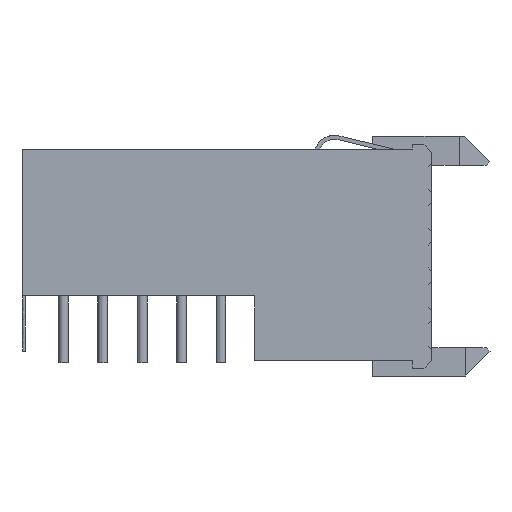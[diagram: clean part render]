
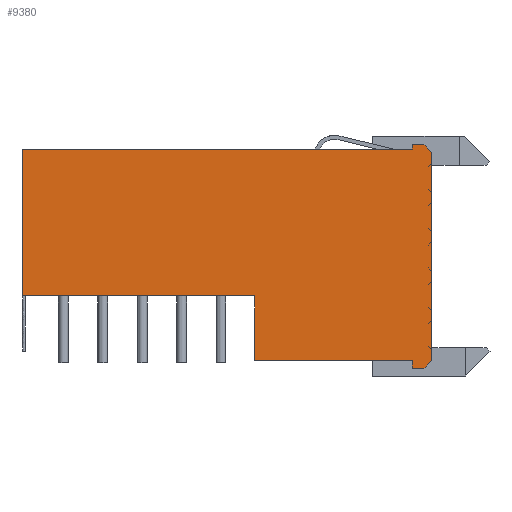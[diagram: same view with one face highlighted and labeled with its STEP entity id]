
A CAD part, front view. The second image highlights one B-rep face of the part: STEP entity #9380.
In plain terms, the highlighted free-form (B-spline) face has degree [1, 1] with [2, 2] control points.
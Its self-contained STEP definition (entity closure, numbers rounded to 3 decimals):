
#7303=CARTESIAN_POINT('',(9.7,-92.95,-3.275));
#7304=VERTEX_POINT('',#7303);
#7310=CARTESIAN_POINT('',(1.7,-92.95,-3.275));
#7311=VERTEX_POINT('',#7310);
#7312=CARTESIAN_POINT('',(1.7,-92.95,-3.275));
#7313=CARTESIAN_POINT('',(9.7,-92.95,-3.275));
#7314=QUASI_UNIFORM_CURVE('',1,(#7312,#7313),.UNSPECIFIED.,.F.,.U.);
#7315=EDGE_CURVE('',#7311,#7304,#7314,.T.);
#7337=CARTESIAN_POINT('',(9.7,-92.95,-3.675));
#7338=VERTEX_POINT('',#7337);
#7344=CARTESIAN_POINT('',(9.7,-92.95,-3.275));
#7345=CARTESIAN_POINT('',(9.7,-92.95,-3.675));
#7346=QUASI_UNIFORM_CURVE('',1,(#7344,#7345),.UNSPECIFIED.,.F.,.U.);
#7347=EDGE_CURVE('',#7304,#7338,#7346,.T.);
#7365=CARTESIAN_POINT('',(10.3,-92.95,-3.675));
#7366=VERTEX_POINT('',#7365);
#7372=CARTESIAN_POINT('',(10.3,-92.95,-3.675));
#7373=CARTESIAN_POINT('',(9.7,-92.95,-3.675));
#7374=QUASI_UNIFORM_CURVE('',1,(#7372,#7373),.UNSPECIFIED.,.F.,.U.);
#7375=EDGE_CURVE('',#7366,#7338,#7374,.T.);
#7393=CARTESIAN_POINT('',(10.7,-92.95,-3.275));
#7394=VERTEX_POINT('',#7393);
#7400=CARTESIAN_POINT('',(10.3,-92.95,-3.675));
#7401=CARTESIAN_POINT('',(10.7,-92.95,-3.275));
#7402=QUASI_UNIFORM_CURVE('',1,(#7400,#7401),.UNSPECIFIED.,.F.,.U.);
#7403=EDGE_CURVE('',#7366,#7394,#7402,.T.);
#8413=CARTESIAN_POINT('',(-10.1,-92.95,7.45));
#8414=VERTEX_POINT('',#8413);
#8415=CARTESIAN_POINT('',(-10.1,-92.95,0.));
#8416=VERTEX_POINT('',#8415);
#8417=CARTESIAN_POINT('',(-10.1,-92.95,7.45));
#8418=CARTESIAN_POINT('',(-10.1,-92.95,0.));
#8419=QUASI_UNIFORM_CURVE('',1,(#8417,#8418),.UNSPECIFIED.,.F.,.U.);
#8420=EDGE_CURVE('',#8414,#8416,#8419,.T.);
#8583=CARTESIAN_POINT('',(1.7,-92.95,0.));
#8584=VERTEX_POINT('',#8583);
#8585=CARTESIAN_POINT('',(1.7,-92.95,-3.275));
#8586=CARTESIAN_POINT('',(1.7,-92.95,0.));
#8587=QUASI_UNIFORM_CURVE('',1,(#8585,#8586),.UNSPECIFIED.,.F.,.U.);
#8588=EDGE_CURVE('',#7311,#8584,#8587,.T.);
#9056=CARTESIAN_POINT('',(10.7,-92.95,7.275));
#9057=VERTEX_POINT('',#9056);
#9063=CARTESIAN_POINT('',(10.7,-92.95,7.275));
#9064=CARTESIAN_POINT('',(10.7,-92.95,-3.275));
#9065=QUASI_UNIFORM_CURVE('',1,(#9063,#9064),.UNSPECIFIED.,.F.,.U.);
#9066=EDGE_CURVE('',#9057,#7394,#9065,.T.);
#9152=CARTESIAN_POINT('',(10.3,-92.95,7.675));
#9153=VERTEX_POINT('',#9152);
#9159=CARTESIAN_POINT('',(10.7,-92.95,7.275));
#9160=CARTESIAN_POINT('',(10.3,-92.95,7.675));
#9161=QUASI_UNIFORM_CURVE('',1,(#9159,#9160),.UNSPECIFIED.,.F.,.U.);
#9162=EDGE_CURVE('',#9057,#9153,#9161,.T.);
#9205=CARTESIAN_POINT('',(9.7,-92.95,7.675));
#9206=VERTEX_POINT('',#9205);
#9212=CARTESIAN_POINT('',(9.7,-92.95,7.675));
#9213=CARTESIAN_POINT('',(10.3,-92.95,7.675));
#9214=QUASI_UNIFORM_CURVE('',1,(#9212,#9213),.UNSPECIFIED.,.F.,.U.);
#9215=EDGE_CURVE('',#9206,#9153,#9214,.T.);
#9235=CARTESIAN_POINT('',(9.7,-92.95,7.45));
#9236=VERTEX_POINT('',#9235);
#9242=CARTESIAN_POINT('',(9.7,-92.95,7.675));
#9243=CARTESIAN_POINT('',(9.7,-92.95,7.45));
#9244=B_SPLINE_CURVE_WITH_KNOTS('',1,(#9242,#9243),.UNSPECIFIED.,.F.,.U.,(2,2),(0.0,0.529),.UNSPECIFIED.);
#9245=EDGE_CURVE('',#9206,#9236,#9244,.T.);
#9300=CARTESIAN_POINT('',(9.7,-92.95,7.45));
#9301=CARTESIAN_POINT('',(-10.1,-92.95,7.45));
#9302=QUASI_UNIFORM_CURVE('',1,(#9300,#9301),.UNSPECIFIED.,.F.,.U.);
#9303=EDGE_CURVE('',#9236,#8414,#9302,.T.);
#9357=CARTESIAN_POINT('',(11.822,-92.95,-4.342));
#9358=CARTESIAN_POINT('',(11.822,-92.95,8.343));
#9359=CARTESIAN_POINT('',(-11.19,-92.95,-4.342));
#9360=CARTESIAN_POINT('',(-11.19,-92.95,8.343));
#9361=B_SPLINE_SURFACE_WITH_KNOTS('',1,1,((#9357,#9359),(#9358,#9360)),.UNSPECIFIED.,.F.,.F.,.U.,(2,2),(2,2),(0.0,1.0),(0.0,1.814),.UNSPECIFIED.);
#9362=ORIENTED_EDGE('',*,*,#9303,.T.);
#9363=ORIENTED_EDGE('',*,*,#8420,.T.);
#9364=CARTESIAN_POINT('',(1.7,-92.95,0.));
#9365=CARTESIAN_POINT('',(-10.1,-92.95,0.));
#9366=QUASI_UNIFORM_CURVE('',1,(#9364,#9365),.UNSPECIFIED.,.F.,.U.);
#9367=EDGE_CURVE('',#8584,#8416,#9366,.T.);
#9368=ORIENTED_EDGE('',*,*,#9367,.F.);
#9369=ORIENTED_EDGE('',*,*,#8588,.F.);
#9370=ORIENTED_EDGE('',*,*,#7315,.T.);
#9371=ORIENTED_EDGE('',*,*,#7347,.T.);
#9372=ORIENTED_EDGE('',*,*,#7375,.F.);
#9373=ORIENTED_EDGE('',*,*,#7403,.T.);
#9374=ORIENTED_EDGE('',*,*,#9066,.F.);
#9375=ORIENTED_EDGE('',*,*,#9162,.T.);
#9376=ORIENTED_EDGE('',*,*,#9215,.F.);
#9377=ORIENTED_EDGE('',*,*,#9245,.T.);
#9378=EDGE_LOOP('',(#9362,#9363,#9368,#9369,#9370,#9371,#9372,#9373,#9374,#9375,#9376,#9377));
#9379=FACE_OUTER_BOUND('',#9378,.T.);
#9380=ADVANCED_FACE('',(#9379),#9361,.T.);
